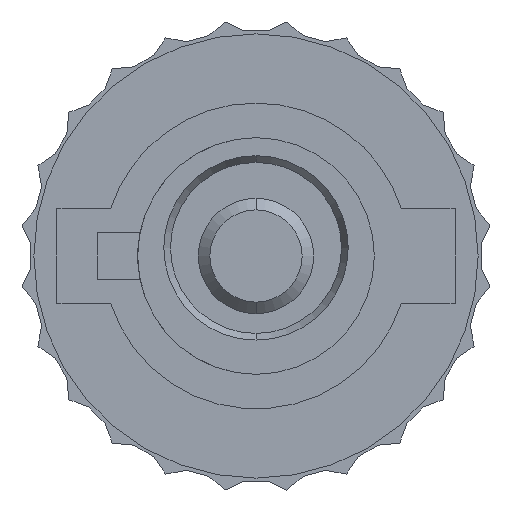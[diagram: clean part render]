
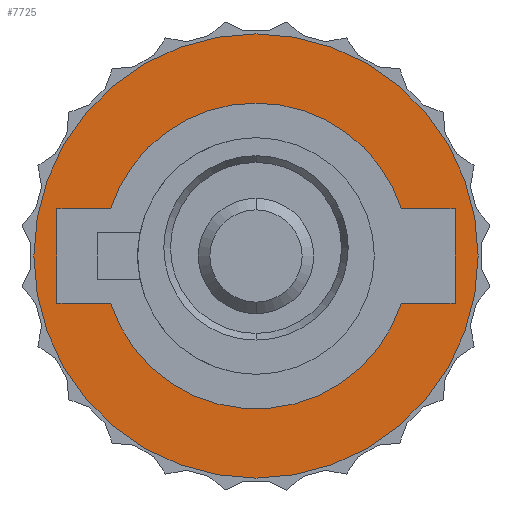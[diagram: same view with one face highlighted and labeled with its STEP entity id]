
A CAD part, left-side view. The second image highlights one B-rep face of the part: STEP entity #7725.
In plain terms, the highlighted face is planar.
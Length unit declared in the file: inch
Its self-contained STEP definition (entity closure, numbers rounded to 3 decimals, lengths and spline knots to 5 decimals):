
#1351 = CARTESIAN_POINT ( 'NONE',  ( 0., 0.45, 0.1925 ) ) ;
#1356 = CARTESIAN_POINT ( 'NONE',  ( 0., 0.45, 0. ) ) ;
#1388 = CARTESIAN_POINT ( 'NONE',  ( 0.126, 0.45, 0.041 ) ) ;
#1394 = CARTESIAN_POINT ( 'NONE',  ( 0., 0.45, 0.1325 ) ) ;
#1406 = DIRECTION ( 'NONE',  ( 0., 0., 1. ) ) ;
#1407 = DIRECTION ( 'NONE',  ( 0., 1., 0. ) ) ;
#1416 = AXIS2_PLACEMENT_3D ( 'NONE', #1356, #1407, #1406 ) ;
#1526 = CIRCLE ( 'NONE', #1416, 0.1925 ) ;
#1943 = CARTESIAN_POINT ( 'NONE',  ( 0., 0.45, -0.1925 ) ) ;
#2058 = DIRECTION ( 'NONE',  ( 0., 0., 1. ) ) ;
#2059 = AXIS2_PLACEMENT_3D ( 'NONE', #2062, #2063, #2058 ) ;
#2062 = CARTESIAN_POINT ( 'NONE',  ( 0., 0.45, 0. ) ) ;
#2063 = DIRECTION ( 'NONE',  ( 0., 1., 0. ) ) ;
#2176 = CIRCLE ( 'NONE', #2059, 0.1325 ) ;
#4135 = CARTESIAN_POINT ( 'NONE',  ( -0.1725, 0.45, -0.041 ) ) ;
#4137 = DIRECTION ( 'NONE',  ( 0., 0., 1. ) ) ;
#4138 = DIRECTION ( 'NONE',  ( 0., 1., 0. ) ) ;
#4139 = CARTESIAN_POINT ( 'NONE',  ( 0., 0.45, 0. ) ) ;
#4140 = AXIS2_PLACEMENT_3D ( 'NONE', #4139, #4138, #4137 ) ;
#4141 = FACE_BOUND ( 'NONE', #7722, .T. ) ;
#4142 = AXIS2_PLACEMENT_3D ( 'NONE', #4197, #4196, #4195 ) ;
#4154 = FACE_OUTER_BOUND ( 'NONE', #7730, .T. ) ;
#4157 = CIRCLE ( 'NONE', #4140, 0.1325 ) ;
#4159 = CARTESIAN_POINT ( 'NONE',  ( -0.126, 0.45, 0.041 ) ) ;
#4160 = PLANE ( 'NONE',  #4142 ) ;
#4190 = DIRECTION ( 'NONE',  ( 1., 0., 0. ) ) ;
#4191 = VECTOR ( 'NONE', #4190, 39.37008 ) ;
#4192 = CARTESIAN_POINT ( 'NONE',  ( 0.1725, 0.45, 0.041 ) ) ;
#4193 = LINE ( 'NONE', #4192, #4191 ) ;
#4194 = CIRCLE ( 'NONE', #4289, 0.1325 ) ;
#4195 = DIRECTION ( 'NONE',  ( 0., 0., 1. ) ) ;
#4196 = DIRECTION ( 'NONE',  ( 0., 1., 0. ) ) ;
#4197 = CARTESIAN_POINT ( 'NONE',  ( 0., 0.45, 0. ) ) ;
#4216 = DIRECTION ( 'NONE',  ( 0., 0., -1. ) ) ;
#4217 = VECTOR ( 'NONE', #4216, 39.37008 ) ;
#4218 = CARTESIAN_POINT ( 'NONE',  ( 0.1725, 0.45, -0.041 ) ) ;
#4221 = CARTESIAN_POINT ( 'NONE',  ( -0.126, 0.45, -0.041 ) ) ;
#4227 = LINE ( 'NONE', #4218, #4217 ) ;
#4281 = DIRECTION ( 'NONE',  ( -1., 0., 0. ) ) ;
#4284 = DIRECTION ( 'NONE',  ( 0., 0., 1. ) ) ;
#4285 = DIRECTION ( 'NONE',  ( 0., 1., 0. ) ) ;
#4286 = CARTESIAN_POINT ( 'NONE',  ( 0., 0.45, 0. ) ) ;
#4287 = VECTOR ( 'NONE', #4281, 39.37008 ) ;
#4288 = CARTESIAN_POINT ( 'NONE',  ( 0.1725, 0.45, -0.041 ) ) ;
#4289 = AXIS2_PLACEMENT_3D ( 'NONE', #4286, #4285, #4284 ) ;
#4293 = DIRECTION ( 'NONE',  ( 0., 0., 1. ) ) ;
#4294 = VECTOR ( 'NONE', #4293, 39.37008 ) ;
#4295 = CARTESIAN_POINT ( 'NONE',  ( -0.1725, 0.45, -0.041 ) ) ;
#4296 = LINE ( 'NONE', #4295, #4294 ) ;
#4297 = LINE ( 'NONE', #4288, #4287 ) ;
#4298 = CARTESIAN_POINT ( 'NONE',  ( 0.126, 0.45, -0.041 ) ) ;
#4658 = CARTESIAN_POINT ( 'NONE',  ( -0.126, 0.45, -0.041 ) ) ;
#4659 = LINE ( 'NONE', #4658, #4723 ) ;
#4660 = CARTESIAN_POINT ( 'NONE',  ( 0.1725, 0.45, 0.041 ) ) ;
#4703 = CARTESIAN_POINT ( 'NONE',  ( 0.1725, 0.45, -0.041 ) ) ;
#4722 = DIRECTION ( 'NONE',  ( -1., 0., 0. ) ) ;
#4723 = VECTOR ( 'NONE', #4722, 39.37008 ) ;
#4802 = DIRECTION ( 'NONE',  ( 0., 0., 1. ) ) ;
#4803 = DIRECTION ( 'NONE',  ( 0., 1., 0. ) ) ;
#4804 = CARTESIAN_POINT ( 'NONE',  ( 0., 0.45, 0. ) ) ;
#4805 = AXIS2_PLACEMENT_3D ( 'NONE', #4804, #4803, #4802 ) ;
#4810 = CARTESIAN_POINT ( 'NONE',  ( -0.1725, 0.45, 0.041 ) ) ;
#4831 = CARTESIAN_POINT ( 'NONE',  ( -0.126, 0.45, 0.041 ) ) ;
#4832 = LINE ( 'NONE', #4831, #4888 ) ;
#4851 = CIRCLE ( 'NONE', #4805, 0.1925 ) ;
#4887 = DIRECTION ( 'NONE',  ( 1., 0., 0. ) ) ;
#4888 = VECTOR ( 'NONE', #4887, 39.37008 ) ;
#6688 = EDGE_CURVE ( 'NONE', #6725, #6858, #1526, .T. ) ;
#6702 = VERTEX_POINT ( 'NONE', #1388 ) ;
#6703 = VERTEX_POINT ( 'NONE', #1394 ) ;
#6725 = VERTEX_POINT ( 'NONE', #1351 ) ;
#6858 = VERTEX_POINT ( 'NONE', #1943 ) ;
#7003 = EDGE_CURVE ( 'NONE', #6703, #6702, #2176, .T. ) ;
#7704 = ORIENTED_EDGE ( 'NONE', *, *, #6688, .T. ) ;
#7720 = EDGE_CURVE ( 'NONE', #7723, #6703, #4157, .T. ) ;
#7722 = EDGE_LOOP ( 'NONE', ( #7971, #7997, #7726, #8000, #7998, #7732, #7735, #8002, #7981 ) ) ;
#7723 = VERTEX_POINT ( 'NONE', #4159 ) ;
#7725 = ADVANCED_FACE ( 'NONE', ( #4141, #4154 ), #4160, .T. ) ;
#7726 = ORIENTED_EDGE ( 'NONE', *, *, #7003, .F. ) ;
#7727 = VERTEX_POINT ( 'NONE', #4135 ) ;
#7728 = EDGE_CURVE ( 'NONE', #6702, #7977, #4193, .T. ) ;
#7729 = EDGE_CURVE ( 'NONE', #7727, #7999, #4296, .T. ) ;
#7730 = EDGE_LOOP ( 'NONE', ( #7740, #7704 ) ) ;
#7731 = VERTEX_POINT ( 'NONE', #4298 ) ;
#7732 = ORIENTED_EDGE ( 'NONE', *, *, #7729, .F. ) ;
#7735 = ORIENTED_EDGE ( 'NONE', *, *, #7978, .F. ) ;
#7736 = EDGE_CURVE ( 'NONE', #7731, #7753, #4194, .T. ) ;
#7737 = EDGE_CURVE ( 'NONE', #7972, #7731, #4297, .T. ) ;
#7740 = ORIENTED_EDGE ( 'NONE', *, *, #7980, .T. ) ;
#7752 = EDGE_CURVE ( 'NONE', #7977, #7972, #4227, .T. ) ;
#7753 = VERTEX_POINT ( 'NONE', #4221 ) ;
#7971 = ORIENTED_EDGE ( 'NONE', *, *, #7752, .F. ) ;
#7972 = VERTEX_POINT ( 'NONE', #4703 ) ;
#7977 = VERTEX_POINT ( 'NONE', #4660 ) ;
#7978 = EDGE_CURVE ( 'NONE', #7753, #7727, #4659, .T. ) ;
#7980 = EDGE_CURVE ( 'NONE', #6858, #6725, #4851, .T. ) ;
#7981 = ORIENTED_EDGE ( 'NONE', *, *, #7737, .F. ) ;
#7997 = ORIENTED_EDGE ( 'NONE', *, *, #7728, .F. ) ;
#7998 = ORIENTED_EDGE ( 'NONE', *, *, #8001, .F. ) ;
#7999 = VERTEX_POINT ( 'NONE', #4810 ) ;
#8000 = ORIENTED_EDGE ( 'NONE', *, *, #7720, .F. ) ;
#8001 = EDGE_CURVE ( 'NONE', #7999, #7723, #4832, .T. ) ;
#8002 = ORIENTED_EDGE ( 'NONE', *, *, #7736, .F. ) ;
